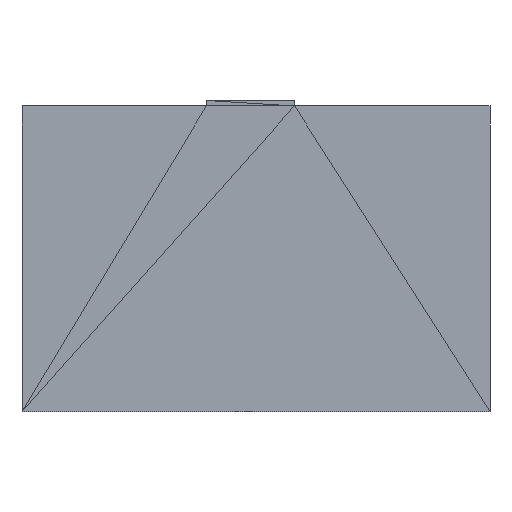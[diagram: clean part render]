
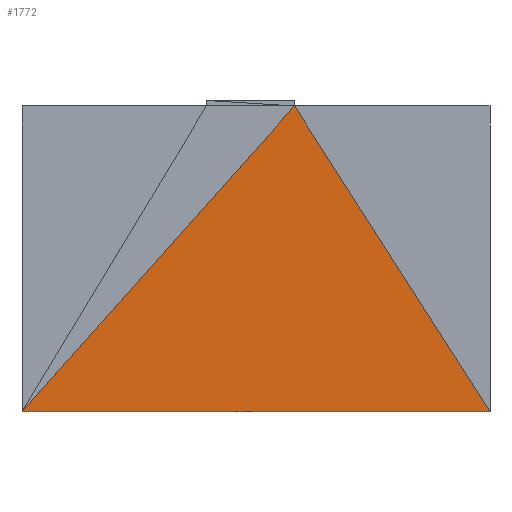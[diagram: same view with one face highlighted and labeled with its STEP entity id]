
A CAD part, front view. The second image highlights one B-rep face of the part: STEP entity #1772.
In plain terms, the highlighted planar face has unit normal (0, -1, 0).
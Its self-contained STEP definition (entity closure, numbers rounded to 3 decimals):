
#637 = VERTEX_POINT('',#638);
#638 = CARTESIAN_POINT('',(14.,0.,59.));
#762 = PLANE('',#763);
#763 = AXIS2_PLACEMENT_3D('',#764,#765,#766);
#764 = CARTESIAN_POINT('',(62.059,0.,16.059));
#765 = DIRECTION('',(-0.,-1.,-0.));
#766 = DIRECTION('',(0.,0.,-1.));
#828 = VERTEX_POINT('',#829);
#829 = CARTESIAN_POINT('',(85.,0.,-52.));
#913 = PLANE('',#914);
#914 = AXIS2_PLACEMENT_3D('',#915,#916,#917);
#915 = CARTESIAN_POINT('',(0.373,0.377,-52.));
#916 = DIRECTION('',(0.,0.,-1.));
#917 = DIRECTION('',(0.,-1.,0.));
#929 = EDGE_CURVE('',#828,#930,#932,.T.);
#930 = VERTEX_POINT('',#931);
#931 = CARTESIAN_POINT('',(-85.,0.,-52.));
#932 = SURFACE_CURVE('',#933,(#937,#944),.PCURVE_S1.);
#933 = LINE('',#934,#935);
#934 = CARTESIAN_POINT('',(85.,0.,-52.));
#935 = VECTOR('',#936,1.);
#936 = DIRECTION('',(-1.,0.,0.));
#937 = PCURVE('',#913,#938);
#938 = DEFINITIONAL_REPRESENTATION('',(#939),#943);
#939 = LINE('',#940,#941);
#940 = CARTESIAN_POINT('',(0.377,-84.627));
#941 = VECTOR('',#942,1.);
#942 = DIRECTION('',(0.,1.));
#943 = ( GEOMETRIC_REPRESENTATION_CONTEXT(2) 
PARAMETRIC_REPRESENTATION_CONTEXT() REPRESENTATION_CONTEXT('2D SPACE',''
  ) );
#944 = PCURVE('',#945,#950);
#945 = PLANE('',#946);
#946 = AXIS2_PLACEMENT_3D('',#947,#948,#949);
#947 = CARTESIAN_POINT('',(2.758,0.,-17.443));
#948 = DIRECTION('',(-0.,-1.,-0.));
#949 = DIRECTION('',(0.,0.,-1.));
#950 = DEFINITIONAL_REPRESENTATION('',(#951),#954);
#951 = B_SPLINE_CURVE_WITH_KNOTS('',1,(#952,#953),.UNSPECIFIED.,.F.,.F.,
  (2,2),(0.,170.),.PIECEWISE_BEZIER_KNOTS.);
#952 = CARTESIAN_POINT('',(34.557,82.242));
#953 = CARTESIAN_POINT('',(34.557,-87.758));
#954 = ( GEOMETRIC_REPRESENTATION_CONTEXT(2) 
PARAMETRIC_REPRESENTATION_CONTEXT() REPRESENTATION_CONTEXT('2D SPACE',''
  ) );
#1710 = PLANE('',#1711);
#1711 = AXIS2_PLACEMENT_3D('',#1712,#1713,#1714);
#1712 = CARTESIAN_POINT('',(-38.73,0.,9.222));
#1713 = DIRECTION('',(-0.,-1.,-0.));
#1714 = DIRECTION('',(0.,0.,-1.));
#1726 = EDGE_CURVE('',#930,#637,#1727,.T.);
#1727 = SURFACE_CURVE('',#1728,(#1732,#1739),.PCURVE_S1.);
#1728 = LINE('',#1729,#1730);
#1729 = CARTESIAN_POINT('',(-85.,0.,-52.));
#1730 = VECTOR('',#1731,1.);
#1731 = DIRECTION('',(0.666,0.,0.746));
#1732 = PCURVE('',#1710,#1733);
#1733 = DEFINITIONAL_REPRESENTATION('',(#1734),#1738);
#1734 = LINE('',#1735,#1736);
#1735 = CARTESIAN_POINT('',(61.222,-46.27));
#1736 = VECTOR('',#1737,1.);
#1737 = DIRECTION('',(-0.746,0.666));
#1738 = ( GEOMETRIC_REPRESENTATION_CONTEXT(2) 
PARAMETRIC_REPRESENTATION_CONTEXT() REPRESENTATION_CONTEXT('2D SPACE',''
  ) );
#1739 = PCURVE('',#945,#1740);
#1740 = DEFINITIONAL_REPRESENTATION('',(#1741),#1744);
#1741 = B_SPLINE_CURVE_WITH_KNOTS('',1,(#1742,#1743),.UNSPECIFIED.,.F.,
  .F.,(2,2),(0.,148.735),.PIECEWISE_BEZIER_KNOTS.);
#1742 = CARTESIAN_POINT('',(34.557,-87.758));
#1743 = CARTESIAN_POINT('',(-76.443,11.242));
#1744 = ( GEOMETRIC_REPRESENTATION_CONTEXT(2) 
PARAMETRIC_REPRESENTATION_CONTEXT() REPRESENTATION_CONTEXT('2D SPACE',''
  ) );
#1772 = ADVANCED_FACE('',(#1773),#945,.T.);
#1773 = FACE_BOUND('',#1774,.T.);
#1774 = EDGE_LOOP('',(#1775,#1776,#1777));
#1775 = ORIENTED_EDGE('',*,*,#1726,.F.);
#1776 = ORIENTED_EDGE('',*,*,#929,.F.);
#1777 = ORIENTED_EDGE('',*,*,#1778,.T.);
#1778 = EDGE_CURVE('',#828,#637,#1779,.T.);
#1779 = SURFACE_CURVE('',#1780,(#1784,#1791),.PCURVE_S1.);
#1780 = LINE('',#1781,#1782);
#1781 = CARTESIAN_POINT('',(85.,0.,-52.));
#1782 = VECTOR('',#1783,1.);
#1783 = DIRECTION('',(-0.539,0.,0.842));
#1784 = PCURVE('',#945,#1785);
#1785 = DEFINITIONAL_REPRESENTATION('',(#1786),#1790);
#1786 = LINE('',#1787,#1788);
#1787 = CARTESIAN_POINT('',(34.557,82.242));
#1788 = VECTOR('',#1789,1.);
#1789 = DIRECTION('',(-0.842,-0.539));
#1790 = ( GEOMETRIC_REPRESENTATION_CONTEXT(2) 
PARAMETRIC_REPRESENTATION_CONTEXT() REPRESENTATION_CONTEXT('2D SPACE',''
  ) );
#1791 = PCURVE('',#762,#1792);
#1792 = DEFINITIONAL_REPRESENTATION('',(#1793),#1796);
#1793 = B_SPLINE_CURVE_WITH_KNOTS('',1,(#1794,#1795),.UNSPECIFIED.,.F.,
  .F.,(2,2),(0.,131.765),.PIECEWISE_BEZIER_KNOTS.);
#1794 = CARTESIAN_POINT('',(68.059,22.941));
#1795 = CARTESIAN_POINT('',(-42.941,-48.059));
#1796 = ( GEOMETRIC_REPRESENTATION_CONTEXT(2) 
PARAMETRIC_REPRESENTATION_CONTEXT() REPRESENTATION_CONTEXT('2D SPACE',''
  ) );
